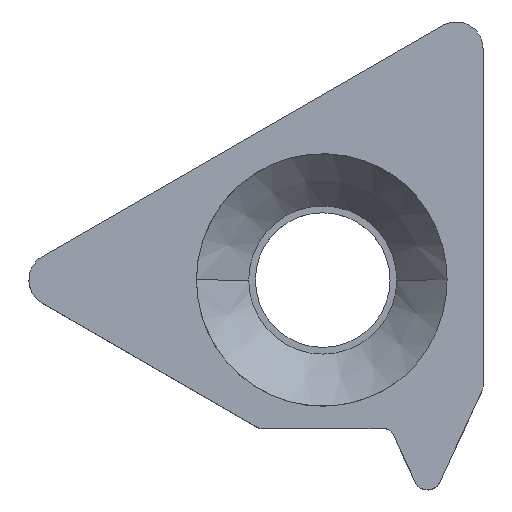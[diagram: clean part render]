
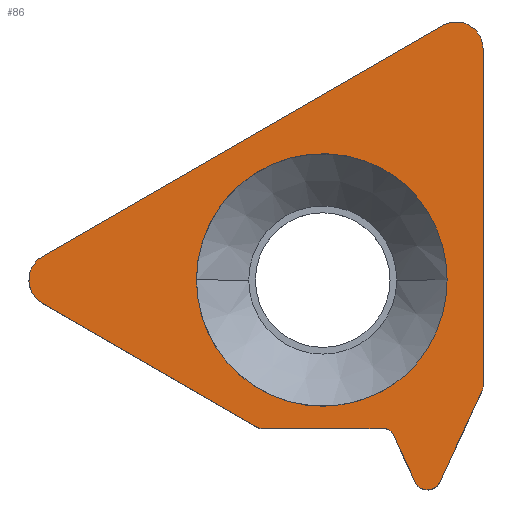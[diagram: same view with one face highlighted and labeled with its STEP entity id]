
A CAD part, top view. The second image highlights one B-rep face of the part: STEP entity #86.
In plain terms, the highlighted planar face has unit normal (0.052, 0, 0.999).
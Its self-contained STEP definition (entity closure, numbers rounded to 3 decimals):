
#70=FACE_BOUND('',#152,.T.);
#71=FACE_BOUND('',#153,.T.);
#76=ELLIPSE('',#559,0.401,0.4);
#77=ELLIPSE('',#560,0.25,0.25);
#78=ELLIPSE('',#561,0.401,0.4);
#79=ELLIPSE('',#562,0.401,0.4);
#80=ELLIPSE('',#563,0.801,0.8);
#81=ELLIPSE('',#564,0.801,0.8);
#82=ELLIPSE('',#565,3.883,3.873);
#83=ELLIPSE('',#566,3.883,3.873);
#84=ELLIPSE('',#567,3.755,3.75);
#86=ADVANCED_FACE('',(#70,#71),#114,.F.);
#114=PLANE('',#568);
#152=EDGE_LOOP('',(#186,#187,#188,#189,#190,#191,#192,#193,#194,#195,#196,
#197));
#153=EDGE_LOOP('',(#198,#199,#200));
#186=ORIENTED_EDGE('',*,*,#380,.T.);
#187=ORIENTED_EDGE('',*,*,#381,.F.);
#188=ORIENTED_EDGE('',*,*,#382,.F.);
#189=ORIENTED_EDGE('',*,*,#383,.F.);
#190=ORIENTED_EDGE('',*,*,#384,.T.);
#191=ORIENTED_EDGE('',*,*,#385,.F.);
#192=ORIENTED_EDGE('',*,*,#386,.T.);
#193=ORIENTED_EDGE('',*,*,#387,.T.);
#194=ORIENTED_EDGE('',*,*,#388,.F.);
#195=ORIENTED_EDGE('',*,*,#389,.T.);
#196=ORIENTED_EDGE('',*,*,#390,.T.);
#197=ORIENTED_EDGE('',*,*,#379,.T.);
#198=ORIENTED_EDGE('',*,*,#391,.T.);
#199=ORIENTED_EDGE('',*,*,#392,.T.);
#200=ORIENTED_EDGE('',*,*,#393,.T.);
#328=VERTEX_POINT('',#784);
#331=VERTEX_POINT('',#789);
#332=VERTEX_POINT('',#793);
#333=VERTEX_POINT('',#795);
#334=VERTEX_POINT('',#797);
#335=VERTEX_POINT('',#799);
#336=VERTEX_POINT('',#801);
#337=VERTEX_POINT('',#803);
#338=VERTEX_POINT('',#805);
#339=VERTEX_POINT('',#807);
#340=VERTEX_POINT('',#809);
#341=VERTEX_POINT('',#811);
#342=VERTEX_POINT('',#814);
#343=VERTEX_POINT('',#815);
#344=VERTEX_POINT('',#817);
#379=EDGE_CURVE('',#328,#331,#452,.T.);
#380=EDGE_CURVE('',#331,#332,#76,.T.);
#381=EDGE_CURVE('',#333,#332,#453,.T.);
#382=EDGE_CURVE('',#334,#333,#77,.T.);
#383=EDGE_CURVE('',#335,#334,#454,.T.);
#384=EDGE_CURVE('',#335,#336,#78,.T.);
#385=EDGE_CURVE('',#337,#336,#455,.T.);
#386=EDGE_CURVE('',#337,#338,#79,.T.);
#387=EDGE_CURVE('',#338,#339,#456,.T.);
#388=EDGE_CURVE('',#340,#339,#80,.T.);
#389=EDGE_CURVE('',#340,#341,#457,.T.);
#390=EDGE_CURVE('',#341,#328,#81,.T.);
#391=EDGE_CURVE('',#342,#343,#82,.T.);
#392=EDGE_CURVE('',#343,#344,#83,.T.);
#393=EDGE_CURVE('',#344,#342,#84,.T.);
#452=LINE('',#790,#496);
#453=LINE('',#794,#497);
#454=LINE('',#798,#498);
#455=LINE('',#802,#499);
#456=LINE('',#806,#500);
#457=LINE('',#810,#501);
#496=VECTOR('',#624,1.);
#497=VECTOR('',#629,1.);
#498=VECTOR('',#632,1.);
#499=VECTOR('',#635,1.);
#500=VECTOR('',#638,1.);
#501=VECTOR('',#641,1.);
#559=AXIS2_PLACEMENT_3D('',#792,#627,#628);
#560=AXIS2_PLACEMENT_3D('',#796,#630,#631);
#561=AXIS2_PLACEMENT_3D('',#800,#633,#634);
#562=AXIS2_PLACEMENT_3D('',#804,#636,#637);
#563=AXIS2_PLACEMENT_3D('',#808,#639,#640);
#564=AXIS2_PLACEMENT_3D('',#812,#642,#643);
#565=AXIS2_PLACEMENT_3D('',#813,#644,#645);
#566=AXIS2_PLACEMENT_3D('',#816,#646,#647);
#567=AXIS2_PLACEMENT_3D('',#818,#648,#649);
#568=AXIS2_PLACEMENT_3D('',#819,#650,#651);
#624=DIRECTION('',(0.865,-0.5,-0.045));
#627=DIRECTION('',(0.052,0.,0.999));
#628=DIRECTION('',(-0.999,0.,0.052));
#629=DIRECTION('',(-0.999,0.,0.052));
#630=DIRECTION('',(0.052,0.,0.999));
#631=DIRECTION('',(-0.999,0.,0.052));
#632=DIRECTION('',(-0.423,0.906,0.022));
#633=DIRECTION('',(0.052,0.,0.999));
#634=DIRECTION('',(-0.999,0.,0.052));
#635=DIRECTION('',(-0.423,-0.906,0.022));
#636=DIRECTION('',(0.052,0.,0.999));
#637=DIRECTION('',(-0.999,0.,0.052));
#638=DIRECTION('',(0.,1.,0.));
#639=DIRECTION('',(-0.052,0.,-0.999));
#640=DIRECTION('',(0.999,0.,-0.052));
#641=DIRECTION('',(-0.865,-0.5,0.045));
#642=DIRECTION('',(0.052,0.,0.999));
#643=DIRECTION('',(0.999,0.,-0.052));
#644=DIRECTION('',(-0.052,0.,-0.999));
#645=DIRECTION('',(-0.999,0.,0.052));
#646=DIRECTION('',(-0.052,0.,-0.999));
#647=DIRECTION('',(-0.999,0.,0.052));
#648=DIRECTION('',(-0.052,0.,-0.999));
#649=DIRECTION('',(0.999,0.,-0.052));
#650=DIRECTION('',(-0.052,0.,-0.999));
#651=DIRECTION('',(0.999,0.,-0.052));
#784=CARTESIAN_POINT('',(-8.325,-0.693,3.769));
#789=CARTESIAN_POINT('',(-1.96,-4.368,3.441));
#790=CARTESIAN_POINT('',(-8.325,-0.693,3.769));
#792=CARTESIAN_POINT('',(-1.76,-4.021,3.43));
#793=CARTESIAN_POINT('',(-1.76,-4.421,3.43));
#794=CARTESIAN_POINT('',(1.853,-4.421,3.244));
#795=CARTESIAN_POINT('',(1.853,-4.421,3.244));
#796=CARTESIAN_POINT('',(1.853,-4.671,3.244));
#797=CARTESIAN_POINT('',(2.079,-4.565,3.232));
#798=CARTESIAN_POINT('',(2.75,-6.004,3.198));
#799=CARTESIAN_POINT('',(2.75,-6.004,3.198));
#800=CARTESIAN_POINT('',(3.113,-5.835,3.179));
#801=CARTESIAN_POINT('',(3.475,-6.004,3.16));
#802=CARTESIAN_POINT('',(4.725,-3.323,3.096));
#803=CARTESIAN_POINT('',(4.725,-3.323,3.096));
#804=CARTESIAN_POINT('',(4.363,-3.154,3.114));
#805=CARTESIAN_POINT('',(4.763,-3.154,3.094));
#806=CARTESIAN_POINT('',(4.763,-3.154,3.094));
#807=CARTESIAN_POINT('',(4.763,6.863,3.094));
#808=CARTESIAN_POINT('',(3.963,6.863,3.135));
#809=CARTESIAN_POINT('',(3.563,7.556,3.156));
#810=CARTESIAN_POINT('',(3.563,7.556,3.156));
#811=CARTESIAN_POINT('',(-8.325,0.693,3.769));
#812=CARTESIAN_POINT('',(-7.925,0.,3.749));
#813=CARTESIAN_POINT('',(-0.183,0.,3.349));
#814=CARTESIAN_POINT('',(2.511,2.785,3.21));
#815=CARTESIAN_POINT('',(3.694,0.,3.149));
#816=CARTESIAN_POINT('',(-0.183,0.,3.349));
#817=CARTESIAN_POINT('',(2.511,-2.785,3.21));
#818=CARTESIAN_POINT('',(0.,0.,3.34));
#819=CARTESIAN_POINT('',(4.763,9.891,3.094));
